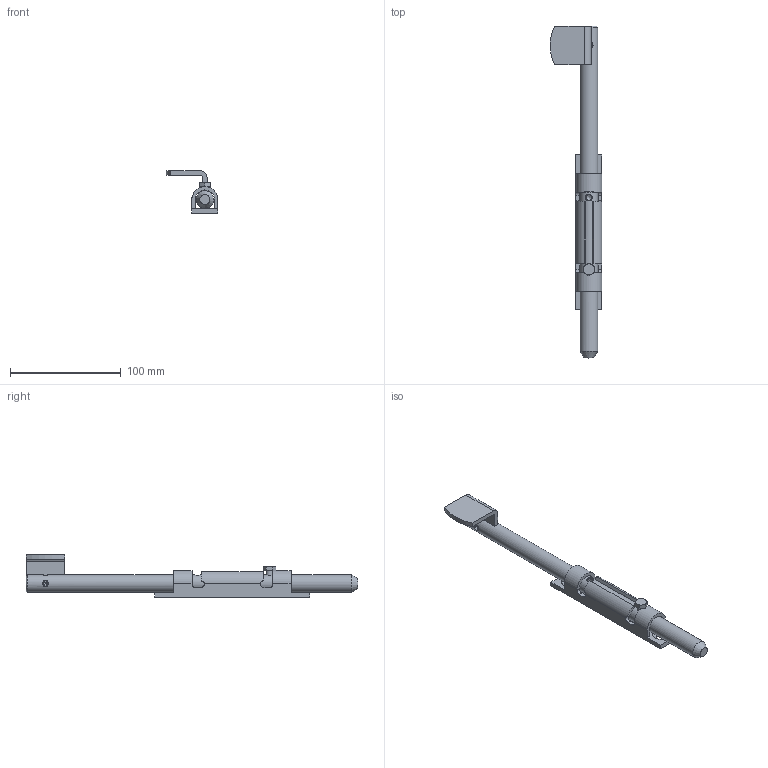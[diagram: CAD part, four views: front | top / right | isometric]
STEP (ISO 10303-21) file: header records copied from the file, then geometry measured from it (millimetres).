
FILE_DESCRIPTION (( 'STEP AP203' ), '1' );
FILE_NAME ('68-A-300.step', '2024-08-01T07:18:14', ( '' ), ( '' ), 'SwSTEP 2.0', 'SolidWorks 2018', '' );
FILE_SCHEMA (( 'CONFIG_CONTROL_DESIGN' ));
Length unit declared in the file: millimetre
Products named in the file (6): DIN913_DIN 913 M6x10; 68-A-X00 Teil2_68-A-300 Teil2; 68-A-X00 Teil1_68-A-300 Teil1; DIN 931_DIN 931 M6x20; 68-A-X00 Teil3_68-A-X00 Teil3; 68-A-300
Assembly tree (5 placements, depth 2):
  68-A-300
    68-A-X00 Teil1_68-A-300 Teil1
    68-A-X00 Teil2_68-A-300 Teil2
    68-A-X00 Teil3_68-A-X00 Teil3
    DIN913_DIN 913 M6x10
    DIN 931_DIN 931 M6x20
Bounding box: 46.75 x 300 x 38.25 mm (x, y, z)
Volume: 90850.5 mm3; surface area: 37552.1 mm2
Topology: 5 solids, 5 shells, 380 faces, 1025 edges, 676 vertices
Faces by surface type: plane 190, bspline 128, cylinder 43, cone 19
Full cylindrical faces by diameter (mm): 0.5 x1, 5 x3, 5.5 x2, 6 x2, 7.5 x1, 8.5 x2, 16 x1
Entity records: 20505 total; most frequent: CARTESIAN_POINT 11390, ORIENTED_EDGE 1960, DIRECTION 1307, EDGE_CURVE 980, VERTEX_POINT 661, LINE 599, VECTOR 599, EDGE_LOOP 445
